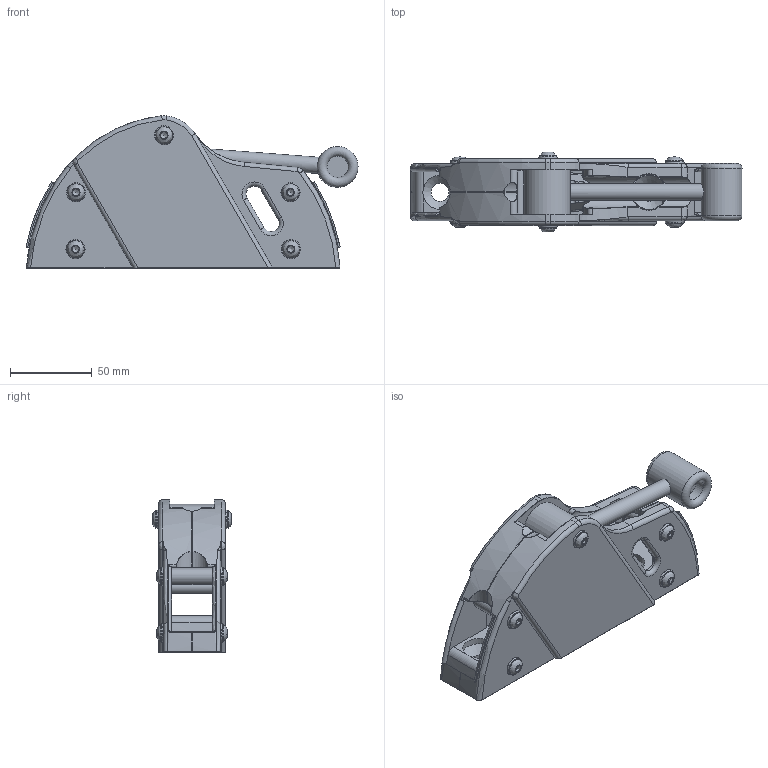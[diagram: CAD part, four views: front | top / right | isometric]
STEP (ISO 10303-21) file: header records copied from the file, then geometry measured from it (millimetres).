
FILE_DESCRIPTION(/* description */ (''),/* implementation_level */ '2;1');
FILE_NAME(/* name */ '508.144.stp',/* time_stamp */ '2020-03-04T16:18:51+01:00',/* author */ ('lucade'),/* organization */ (''),/* preprocessor_version */ 'ST-DEVELOPER v16.5',/* originating_system */ 'Autodesk Inventor 2017',/* authorisation */ '');
FILE_SCHEMA (('AUTOMOTIVE_DESIGN { 1 0 10303 214 3 1 1 }'));
Length unit declared in the file: millimetre
Products named in the file (1): Parte2
Bounding box: 203.37 x 48.99 x 93.49 mm (x, y, z)
Volume: 298373.7 mm3; surface area: 97376 mm2
Topology: 6 solids, 17 shells, 806 faces, 1975 edges, 1189 vertices
Faces by surface type: cylinder 283, plane 212, torus 144, bspline 64, cone 61, sphere 42
Full cylindrical faces by diameter (mm): 4.2 x4, 6 x6, 6.1 x4, 6.5 x2, 7 x8, 8 x2, 8.1 x2, 10 x5, 10.1 x5, 10.5 x24, 11 x2, 11.7 x10, 13 x2, 21 x2, 21.9 x2, 25 x1, 28.5 x1
Entity records: 23755 total; most frequent: CARTESIAN_POINT 6464, DIRECTION 3805, ORIENTED_EDGE 3330, AXIS2_PLACEMENT_3D 1659, EDGE_CURVE 1655, VERTEX_POINT 1081, EDGE_LOOP 1056, CIRCLE 835
